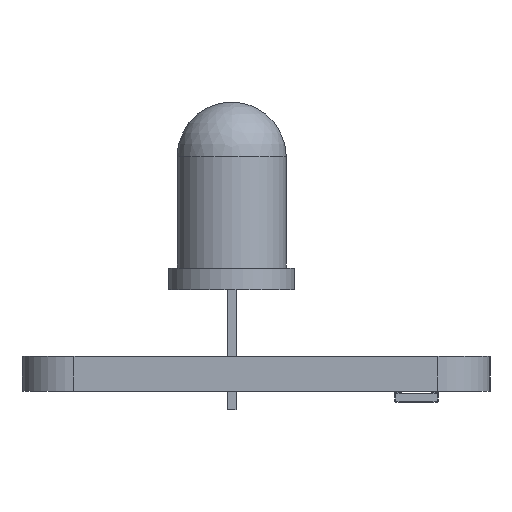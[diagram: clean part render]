
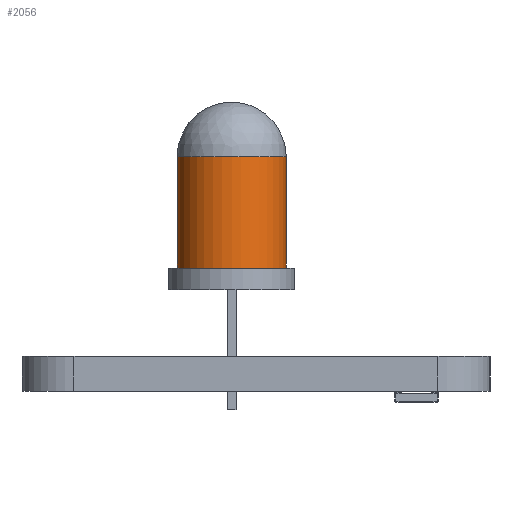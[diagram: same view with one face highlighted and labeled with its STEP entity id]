
A CAD part, left-side view. The second image highlights one B-rep face of the part: STEP entity #2056.
In plain terms, the highlighted cylindrical face has radius 2.5 mm (diameter 5 mm), a full revolution.
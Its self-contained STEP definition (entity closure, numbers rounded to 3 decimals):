
#1955 = VERTEX_POINT('',#1956);
#1956 = CARTESIAN_POINT('',(4.405,0.,9.1));
#1966 = SPHERICAL_SURFACE('',#1967,2.5);
#1967 = AXIS2_PLACEMENT_3D('',#1968,#1969,#1970);
#1968 = CARTESIAN_POINT('',(1.905,0.,9.1));
#1969 = DIRECTION('',(0.,0.,1.));
#1970 = DIRECTION('',(1.,0.,0.));
#2030 = EDGE_CURVE('',#1955,#1955,#2031,.T.);
#2031 = SURFACE_CURVE('',#2032,(#2037,#2044),.PCURVE_S1.);
#2032 = CIRCLE('',#2033,2.5);
#2033 = AXIS2_PLACEMENT_3D('',#2034,#2035,#2036);
#2034 = CARTESIAN_POINT('',(1.905,0.,9.1));
#2035 = DIRECTION('',(0.,0.,-1.));
#2036 = DIRECTION('',(1.,0.,0.));
#2037 = PCURVE('',#1966,#2038);
#2038 = DEFINITIONAL_REPRESENTATION('',(#2039),#2043);
#2039 = LINE('',#2040,#2041);
#2040 = CARTESIAN_POINT('',(6.283,0.));
#2041 = VECTOR('',#2042,1.);
#2042 = DIRECTION('',(-1.,0.));
#2043 = ( GEOMETRIC_REPRESENTATION_CONTEXT(2) 
PARAMETRIC_REPRESENTATION_CONTEXT() REPRESENTATION_CONTEXT('2D SPACE',''
  ) );
#2044 = PCURVE('',#2045,#2050);
#2045 = CYLINDRICAL_SURFACE('',#2046,2.5);
#2046 = AXIS2_PLACEMENT_3D('',#2047,#2048,#2049);
#2047 = CARTESIAN_POINT('',(1.905,0.,9.1));
#2048 = DIRECTION('',(0.,0.,-1.));
#2049 = DIRECTION('',(1.,0.,0.));
#2050 = DEFINITIONAL_REPRESENTATION('',(#2051),#2055);
#2051 = LINE('',#2052,#2053);
#2052 = CARTESIAN_POINT('',(0.,0.));
#2053 = VECTOR('',#2054,1.);
#2054 = DIRECTION('',(1.,0.));
#2055 = ( GEOMETRIC_REPRESENTATION_CONTEXT(2) 
PARAMETRIC_REPRESENTATION_CONTEXT() REPRESENTATION_CONTEXT('2D SPACE',''
  ) );
#2056 = ADVANCED_FACE('',(#2057),#2045,.T.);
#2057 = FACE_BOUND('',#2058,.T.);
#2058 = EDGE_LOOP('',(#2059,#2082,#2083,#2084,#2113));
#2059 = ORIENTED_EDGE('',*,*,#2060,.F.);
#2060 = EDGE_CURVE('',#1955,#2061,#2063,.T.);
#2061 = VERTEX_POINT('',#2062);
#2062 = CARTESIAN_POINT('',(4.405,0.,4.));
#2063 = SEAM_CURVE('',#2064,(#2068,#2075),.PCURVE_S1.);
#2064 = LINE('',#2065,#2066);
#2065 = CARTESIAN_POINT('',(4.405,0.,9.1));
#2066 = VECTOR('',#2067,1.);
#2067 = DIRECTION('',(0.,0.,-1.));
#2068 = PCURVE('',#2045,#2069);
#2069 = DEFINITIONAL_REPRESENTATION('',(#2070),#2074);
#2070 = LINE('',#2071,#2072);
#2071 = CARTESIAN_POINT('',(0.,0.));
#2072 = VECTOR('',#2073,1.);
#2073 = DIRECTION('',(0.,1.));
#2074 = ( GEOMETRIC_REPRESENTATION_CONTEXT(2) 
PARAMETRIC_REPRESENTATION_CONTEXT() REPRESENTATION_CONTEXT('2D SPACE',''
  ) );
#2075 = PCURVE('',#2045,#2076);
#2076 = DEFINITIONAL_REPRESENTATION('',(#2077),#2081);
#2077 = LINE('',#2078,#2079);
#2078 = CARTESIAN_POINT('',(6.283,0.));
#2079 = VECTOR('',#2080,1.);
#2080 = DIRECTION('',(0.,1.));
#2081 = ( GEOMETRIC_REPRESENTATION_CONTEXT(2) 
PARAMETRIC_REPRESENTATION_CONTEXT() REPRESENTATION_CONTEXT('2D SPACE',''
  ) );
#2082 = ORIENTED_EDGE('',*,*,#2030,.T.);
#2083 = ORIENTED_EDGE('',*,*,#2060,.T.);
#2084 = ORIENTED_EDGE('',*,*,#2085,.F.);
#2085 = EDGE_CURVE('',#2086,#2061,#2088,.T.);
#2086 = VERTEX_POINT('',#2087);
#2087 = CARTESIAN_POINT('',(-0.595,0.,4.));
#2088 = SURFACE_CURVE('',#2089,(#2094,#2101),.PCURVE_S1.);
#2089 = CIRCLE('',#2090,2.5);
#2090 = AXIS2_PLACEMENT_3D('',#2091,#2092,#2093);
#2091 = CARTESIAN_POINT('',(1.905,0.,4.));
#2092 = DIRECTION('',(0.,0.,-1.));
#2093 = DIRECTION('',(1.,0.,0.));
#2094 = PCURVE('',#2045,#2095);
#2095 = DEFINITIONAL_REPRESENTATION('',(#2096),#2100);
#2096 = LINE('',#2097,#2098);
#2097 = CARTESIAN_POINT('',(0.,5.1));
#2098 = VECTOR('',#2099,1.);
#2099 = DIRECTION('',(1.,0.));
#2100 = ( GEOMETRIC_REPRESENTATION_CONTEXT(2) 
PARAMETRIC_REPRESENTATION_CONTEXT() REPRESENTATION_CONTEXT('2D SPACE',''
  ) );
#2101 = PCURVE('',#2102,#2107);
#2102 = PLANE('',#2103);
#2103 = AXIS2_PLACEMENT_3D('',#2104,#2105,#2106);
#2104 = CARTESIAN_POINT('',(-0.595,-1.47,4.));
#2105 = DIRECTION('',(0.,0.,-1.));
#2106 = DIRECTION('',(-1.,0.,0.));
#2107 = DEFINITIONAL_REPRESENTATION('',(#2108),#2112);
#2108 = CIRCLE('',#2109,2.5);
#2109 = AXIS2_PLACEMENT_2D('',#2110,#2111);
#2110 = CARTESIAN_POINT('',(-2.5,1.47));
#2111 = DIRECTION('',(-1.,0.));
#2112 = ( GEOMETRIC_REPRESENTATION_CONTEXT(2) 
PARAMETRIC_REPRESENTATION_CONTEXT() REPRESENTATION_CONTEXT('2D SPACE',''
  ) );
#2113 = ORIENTED_EDGE('',*,*,#2114,.F.);
#2114 = EDGE_CURVE('',#2061,#2086,#2115,.T.);
#2115 = SURFACE_CURVE('',#2116,(#2121,#2128),.PCURVE_S1.);
#2116 = CIRCLE('',#2117,2.5);
#2117 = AXIS2_PLACEMENT_3D('',#2118,#2119,#2120);
#2118 = CARTESIAN_POINT('',(1.905,0.,4.));
#2119 = DIRECTION('',(0.,0.,-1.));
#2120 = DIRECTION('',(1.,0.,0.));
#2121 = PCURVE('',#2045,#2122);
#2122 = DEFINITIONAL_REPRESENTATION('',(#2123),#2127);
#2123 = LINE('',#2124,#2125);
#2124 = CARTESIAN_POINT('',(0.,5.1));
#2125 = VECTOR('',#2126,1.);
#2126 = DIRECTION('',(1.,0.));
#2127 = ( GEOMETRIC_REPRESENTATION_CONTEXT(2) 
PARAMETRIC_REPRESENTATION_CONTEXT() REPRESENTATION_CONTEXT('2D SPACE',''
  ) );
#2128 = PCURVE('',#2102,#2129);
#2129 = DEFINITIONAL_REPRESENTATION('',(#2130),#2134);
#2130 = CIRCLE('',#2131,2.5);
#2131 = AXIS2_PLACEMENT_2D('',#2132,#2133);
#2132 = CARTESIAN_POINT('',(-2.5,1.47));
#2133 = DIRECTION('',(-1.,0.));
#2134 = ( GEOMETRIC_REPRESENTATION_CONTEXT(2) 
PARAMETRIC_REPRESENTATION_CONTEXT() REPRESENTATION_CONTEXT('2D SPACE',''
  ) );
